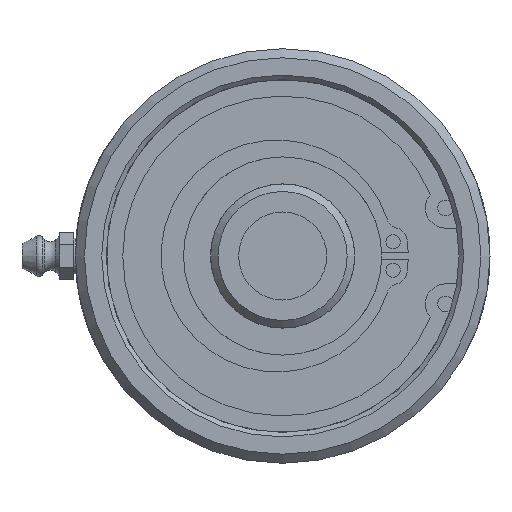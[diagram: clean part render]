
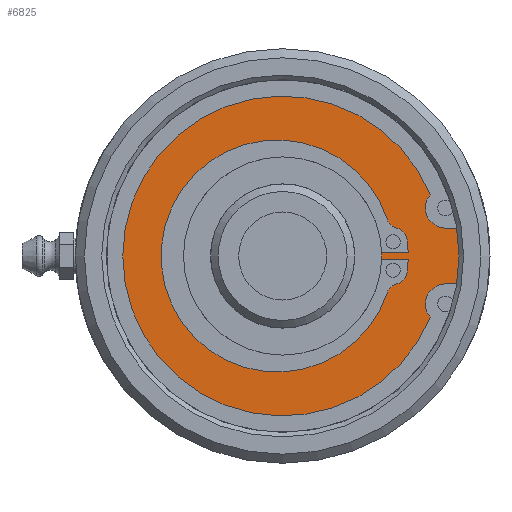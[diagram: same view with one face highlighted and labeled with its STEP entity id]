
A CAD part, left-side view. The second image highlights one B-rep face of the part: STEP entity #6825.
In plain terms, the highlighted planar face has unit normal (-1, 0, 0).
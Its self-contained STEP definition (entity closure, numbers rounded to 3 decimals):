
#73=CIRCLE('',#7057,2.5);
#74=CIRCLE('',#7059,2.5);
#75=CIRCLE('',#7061,20.425);
#76=CIRCLE('',#7063,2.5);
#77=CIRCLE('',#7065,2.5);
#78=CIRCLE('',#7067,22.097);
#80=CIRCLE('',#7071,16.5);
#81=CIRCLE('',#7074,22.097);
#86=CIRCLE('',#7081,3.556);
#87=CIRCLE('',#7082,28.142);
#88=CIRCLE('',#7083,3.556);
#89=CIRCLE('',#7084,33.45);
#90=CIRCLE('',#7085,33.45);
#91=CIRCLE('',#7086,16.39);
#92=CIRCLE('',#7087,16.39);
#231=FACE_BOUND('',#1874,.T.);
#232=FACE_BOUND('',#1875,.T.);
#1454=FACE_OUTER_BOUND('',#1873,.T.);
#1873=EDGE_LOOP('',(#6004,#6005,#6006,#6007,#6008,#6009,#6010));
#1874=EDGE_LOOP('',(#6011,#6012,#6013,#6014,#6015,#6016,#6017,#6018,#6019,
#6020));
#1875=EDGE_LOOP('',(#6021,#6022));
#2252=LINE('',#16187,#2613);
#2256=LINE('',#16198,#2617);
#2257=LINE('',#16212,#2618);
#2258=LINE('',#16220,#2619);
#2613=VECTOR('',#7841,10.);
#2617=VECTOR('',#7853,10.);
#2618=VECTOR('',#7870,10.);
#2619=VECTOR('',#7877,10.);
#3224=VERTEX_POINT('',#16157);
#3225=VERTEX_POINT('',#16159);
#3226=VERTEX_POINT('',#16163);
#3227=VERTEX_POINT('',#16167);
#3228=VERTEX_POINT('',#16171);
#3229=VERTEX_POINT('',#16175);
#3230=VERTEX_POINT('',#16179);
#3232=VERTEX_POINT('',#16185);
#3234=VERTEX_POINT('',#16191);
#3235=VERTEX_POINT('',#16196);
#3239=VERTEX_POINT('',#16210);
#3240=VERTEX_POINT('',#16211);
#3241=VERTEX_POINT('',#16213);
#3242=VERTEX_POINT('',#16215);
#3243=VERTEX_POINT('',#16217);
#3244=VERTEX_POINT('',#16219);
#3245=VERTEX_POINT('',#16221);
#3246=VERTEX_POINT('',#16224);
#3247=VERTEX_POINT('',#16225);
#4167=EDGE_CURVE('',#3225,#3224,#73,.T.);
#4170=EDGE_CURVE('',#3224,#3226,#74,.T.);
#4172=EDGE_CURVE('',#3226,#3227,#75,.T.);
#4174=EDGE_CURVE('',#3227,#3228,#76,.T.);
#4176=EDGE_CURVE('',#3228,#3229,#77,.T.);
#4178=EDGE_CURVE('',#3229,#3230,#78,.T.);
#4181=EDGE_CURVE('',#3230,#3232,#2252,.T.);
#4184=EDGE_CURVE('',#3232,#3234,#80,.T.);
#4187=EDGE_CURVE('',#3234,#3235,#2256,.T.);
#4188=EDGE_CURVE('',#3235,#3225,#81,.T.);
#4193=EDGE_CURVE('',#3239,#3240,#2257,.T.);
#4194=EDGE_CURVE('',#3240,#3241,#86,.T.);
#4195=EDGE_CURVE('',#3241,#3242,#87,.T.);
#4196=EDGE_CURVE('',#3242,#3243,#88,.T.);
#4197=EDGE_CURVE('',#3243,#3244,#2258,.T.);
#4198=EDGE_CURVE('',#3245,#3244,#89,.T.);
#4199=EDGE_CURVE('',#3239,#3245,#90,.T.);
#4200=EDGE_CURVE('',#3246,#3247,#91,.T.);
#4201=EDGE_CURVE('',#3247,#3246,#92,.T.);
#6004=ORIENTED_EDGE('',*,*,#4193,.T.);
#6005=ORIENTED_EDGE('',*,*,#4194,.T.);
#6006=ORIENTED_EDGE('',*,*,#4195,.T.);
#6007=ORIENTED_EDGE('',*,*,#4196,.T.);
#6008=ORIENTED_EDGE('',*,*,#4197,.T.);
#6009=ORIENTED_EDGE('',*,*,#4198,.F.);
#6010=ORIENTED_EDGE('',*,*,#4199,.F.);
#6011=ORIENTED_EDGE('',*,*,#4167,.T.);
#6012=ORIENTED_EDGE('',*,*,#4170,.T.);
#6013=ORIENTED_EDGE('',*,*,#4172,.T.);
#6014=ORIENTED_EDGE('',*,*,#4174,.T.);
#6015=ORIENTED_EDGE('',*,*,#4176,.T.);
#6016=ORIENTED_EDGE('',*,*,#4178,.T.);
#6017=ORIENTED_EDGE('',*,*,#4181,.T.);
#6018=ORIENTED_EDGE('',*,*,#4184,.T.);
#6019=ORIENTED_EDGE('',*,*,#4187,.T.);
#6020=ORIENTED_EDGE('',*,*,#4188,.T.);
#6021=ORIENTED_EDGE('',*,*,#4200,.T.);
#6022=ORIENTED_EDGE('',*,*,#4201,.T.);
#6488=PLANE('',#7080);
#6825=ADVANCED_FACE('',(#1454,#231,#232),#6488,.T.);
#7057=AXIS2_PLACEMENT_3D('',#16160,#7809,#7810);
#7059=AXIS2_PLACEMENT_3D('',#16165,#7815,#7816);
#7061=AXIS2_PLACEMENT_3D('',#16169,#7820,#7821);
#7063=AXIS2_PLACEMENT_3D('',#16173,#7825,#7826);
#7065=AXIS2_PLACEMENT_3D('',#16177,#7830,#7831);
#7067=AXIS2_PLACEMENT_3D('',#16181,#7835,#7836);
#7071=AXIS2_PLACEMENT_3D('',#16193,#7847,#7848);
#7074=AXIS2_PLACEMENT_3D('',#16200,#7856,#7857);
#7080=AXIS2_PLACEMENT_3D('',#16209,#7868,#7869);
#7081=AXIS2_PLACEMENT_3D('',#16214,#7871,#7872);
#7082=AXIS2_PLACEMENT_3D('',#16216,#7873,#7874);
#7083=AXIS2_PLACEMENT_3D('',#16218,#7875,#7876);
#7084=AXIS2_PLACEMENT_3D('',#16222,#7878,#7879);
#7085=AXIS2_PLACEMENT_3D('',#16223,#7880,#7881);
#7086=AXIS2_PLACEMENT_3D('',#16226,#7882,#7883);
#7087=AXIS2_PLACEMENT_3D('',#16227,#7884,#7885);
#7809=DIRECTION('center_axis',(1.,0.,0.));
#7810=DIRECTION('ref_axis',(0.,0.262,0.965));
#7815=DIRECTION('center_axis',(-1.,0.,0.));
#7816=DIRECTION('ref_axis',(0.,0.262,0.965));
#7820=DIRECTION('center_axis',(1.,0.,0.));
#7821=DIRECTION('ref_axis',(0.,0.948,-0.32));
#7825=DIRECTION('center_axis',(-1.,0.,0.));
#7826=DIRECTION('ref_axis',(0.,0.948,-0.32));
#7830=DIRECTION('center_axis',(1.,0.,0.));
#7831=DIRECTION('ref_axis',(0.,0.992,-0.128));
#7835=DIRECTION('center_axis',(1.,0.,0.));
#7836=DIRECTION('ref_axis',(0.,1.,-0.028));
#7841=DIRECTION('',(0.,1.,0.));
#7847=DIRECTION('center_axis',(-1.,0.,0.));
#7848=DIRECTION('ref_axis',(0.,-0.999,0.038));
#7853=DIRECTION('',(0.,-1.,0.));
#7856=DIRECTION('center_axis',(1.,0.,0.));
#7857=DIRECTION('ref_axis',(0.,0.992,0.128));
#7868=DIRECTION('center_axis',(-1.,0.,0.));
#7869=DIRECTION('ref_axis',(0.,0.,1.));
#7870=DIRECTION('',(0.,1.,0.));
#7871=DIRECTION('center_axis',(1.,0.,0.));
#7872=DIRECTION('ref_axis',(0.,0.754,0.657));
#7873=DIRECTION('center_axis',(-1.,0.,0.));
#7874=DIRECTION('ref_axis',(0.,0.924,-0.384));
#7875=DIRECTION('center_axis',(1.,0.,0.));
#7876=DIRECTION('ref_axis',(0.,0.,1.));
#7877=DIRECTION('',(0.,-1.,0.));
#7878=DIRECTION('center_axis',(1.,0.,0.));
#7879=DIRECTION('ref_axis',(0.,1.,0.));
#7880=DIRECTION('center_axis',(1.,0.,0.));
#7881=DIRECTION('ref_axis',(0.,1.,0.));
#7882=DIRECTION('center_axis',(1.,0.,0.));
#7883=DIRECTION('ref_axis',(0.,1.,0.));
#7884=DIRECTION('center_axis',(1.,0.,0.));
#7885=DIRECTION('ref_axis',(0.,1.,0.));
#16157=CARTESIAN_POINT('',(4.7,-20.093,-4.912));
#16159=CARTESIAN_POINT('',(4.7,-21.916,-2.819));
#16160=CARTESIAN_POINT('Origin',(4.7,-19.437,-2.5));
#16163=CARTESIAN_POINT('',(4.7,-18.379,-6.526));
#16165=CARTESIAN_POINT('Origin',(4.7,-20.748,-7.325));
#16167=CARTESIAN_POINT('',(4.7,-18.379,6.526));
#16169=CARTESIAN_POINT('Origin',(4.7,0.975,0.));
#16171=CARTESIAN_POINT('',(4.7,-20.093,4.912));
#16173=CARTESIAN_POINT('Origin',(4.7,-20.748,7.325));
#16175=CARTESIAN_POINT('',(4.7,-21.916,2.819));
#16177=CARTESIAN_POINT('Origin',(4.7,-19.437,2.5));
#16179=CARTESIAN_POINT('',(4.7,-22.088,0.625));
#16181=CARTESIAN_POINT('Origin',(4.7,0.,0.));
#16185=CARTESIAN_POINT('',(4.7,-16.488,0.625));
#16187=CARTESIAN_POINT('',(4.7,1.093,0.625));
#16191=CARTESIAN_POINT('',(4.7,-16.488,-0.625));
#16193=CARTESIAN_POINT('Origin',(4.7,0.,0.));
#16196=CARTESIAN_POINT('',(4.7,-22.088,-0.625));
#16198=CARTESIAN_POINT('',(4.7,3.893,-0.625));
#16200=CARTESIAN_POINT('Origin',(4.7,0.,0.));
#16209=CARTESIAN_POINT('Origin',(4.7,24.275,0.));
#16210=CARTESIAN_POINT('',(4.7,-33.089,4.902));
#16211=CARTESIAN_POINT('',(4.7,-28.672,4.902));
#16212=CARTESIAN_POINT('',(4.7,-2.199,4.902));
#16213=CARTESIAN_POINT('',(4.7,-25.99,10.793));
#16214=CARTESIAN_POINT('Origin',(4.7,-28.672,8.458));
#16215=CARTESIAN_POINT('',(4.7,-25.99,-10.793));
#16216=CARTESIAN_POINT('Origin',(4.7,0.,0.));
#16217=CARTESIAN_POINT('',(4.7,-28.672,-4.902));
#16218=CARTESIAN_POINT('Origin',(4.7,-28.672,-8.458));
#16219=CARTESIAN_POINT('',(4.7,-33.089,-4.902));
#16220=CARTESIAN_POINT('',(4.7,-4.407,-4.902));
#16221=CARTESIAN_POINT('',(4.7,-33.45,0.));
#16222=CARTESIAN_POINT('Origin',(4.7,0.,0.));
#16223=CARTESIAN_POINT('Origin',(4.7,0.,0.));
#16224=CARTESIAN_POINT('',(4.7,16.39,0.));
#16225=CARTESIAN_POINT('',(4.7,-16.39,0.));
#16226=CARTESIAN_POINT('Origin',(4.7,0.,0.));
#16227=CARTESIAN_POINT('Origin',(4.7,0.,0.));
